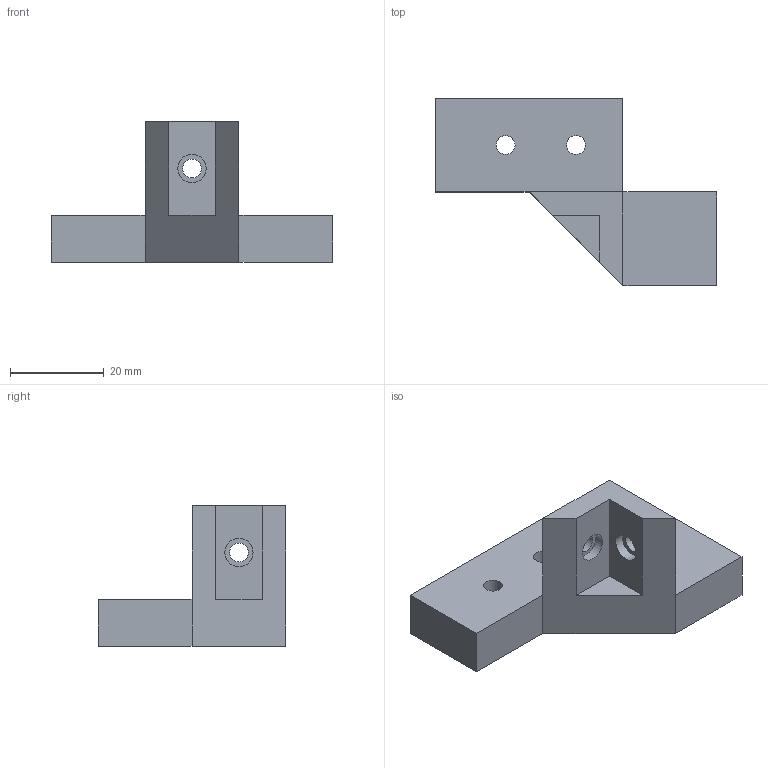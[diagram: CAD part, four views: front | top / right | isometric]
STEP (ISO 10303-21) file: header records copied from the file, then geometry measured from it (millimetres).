
FILE_DESCRIPTION( ( '' ), ' ' );
FILE_NAME( '564901b9e4b05de8a5a8f5db.step', '2015-11-15T22:05:45', ( '' ), ( '' ), ' ', ' ', ' ' );
FILE_SCHEMA( ( 'AUTOMOTIVE_DESIGN { 1 0 10303 214 1 1 1 1 }' ) );
Length unit declared in the file: metre
Products named in the file (1): LeftIdlerBlockSpacer
Bounding box: 60 x 40 x 30 mm (x, y, z)
Volume: 16556.1 mm3; surface area: 6468.2 mm2
Topology: 1 solids, 1 shells, 25 faces, 60 edges, 39 vertices
Faces by surface type: plane 19, cylinder 6
Full cylindrical faces by diameter (mm): 4.02 x4, 6.02 x2
Entity records: 705 total; most frequent: DIRECTION 116, CARTESIAN_POINT 115, ORIENTED_EDGE 104, EDGE_CURVE 52, EDGE_LOOP 41, LINE 40, VECTOR 40, AXIS2_PLACEMENT_3D 38
